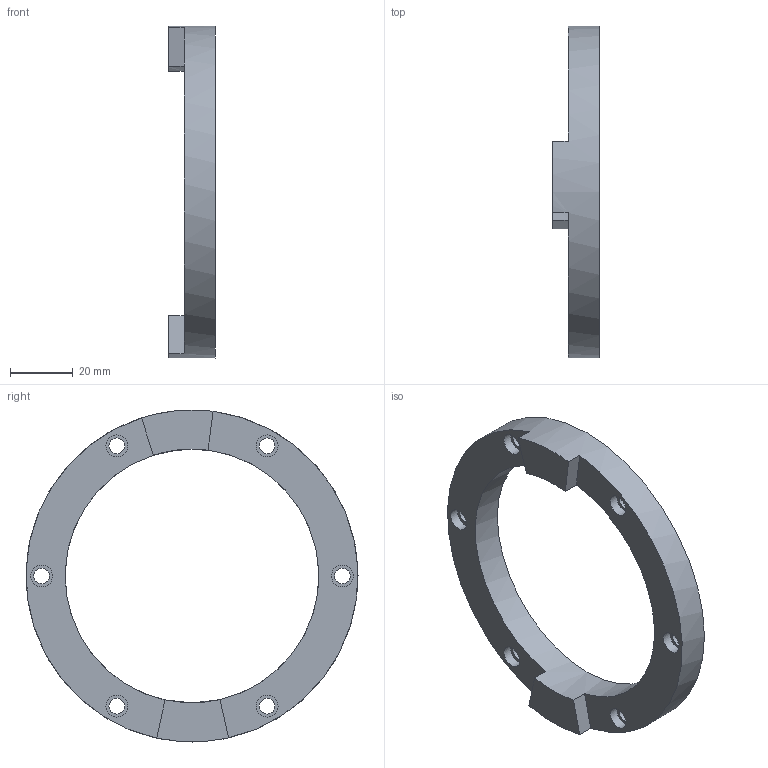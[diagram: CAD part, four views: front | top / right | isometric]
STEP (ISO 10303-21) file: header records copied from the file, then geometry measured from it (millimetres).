
FILE_DESCRIPTION(/* description */ (''),/* implementation_level */ '2;1');
FILE_NAME(/* name */ 'casingshaft2.stp',/* time_stamp */ '2022-03-31T15:00:10+02:00',/* author */ ('divij'),/* organization */ (''),/* preprocessor_version */ 'ST-DEVELOPER v18.1',/* originating_system */ 'Autodesk Inventor 2022',/* authorisation */ '');
FILE_SCHEMA (('AUTOMOTIVE_DESIGN { 1 0 10303 214 3 1 1 }'));
Length unit declared in the file: millimetre
Products named in the file (1): casingshaft2
Bounding box: 15 x 106 x 106 mm (x, y, z)
Volume: 37749.8 mm3; surface area: 14696.2 mm2
Topology: 1 solids, 1 shells, 29 faces, 66 edges, 44 vertices
Faces by surface type: plane 15, cylinder 14
Full cylindrical faces by diameter (mm): 5 x6, 7 x6, 81 x1, 106 x1
Entity records: 905 total; most frequent: DIRECTION 162, CARTESIAN_POINT 140, ORIENTED_EDGE 132, EDGE_CURVE 66, AXIS2_PLACEMENT_3D 66, EDGE_LOOP 48, VERTEX_POINT 44, CIRCLE 36
